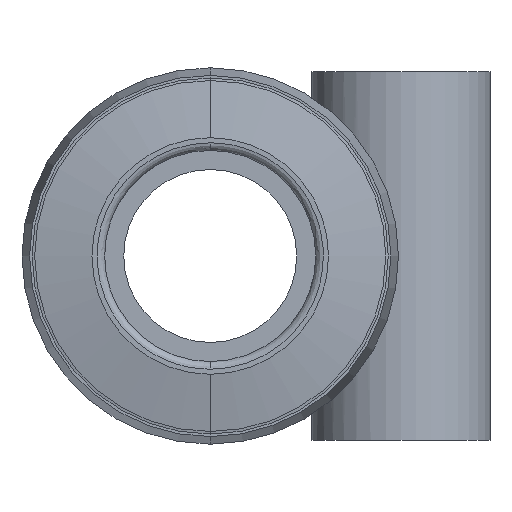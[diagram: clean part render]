
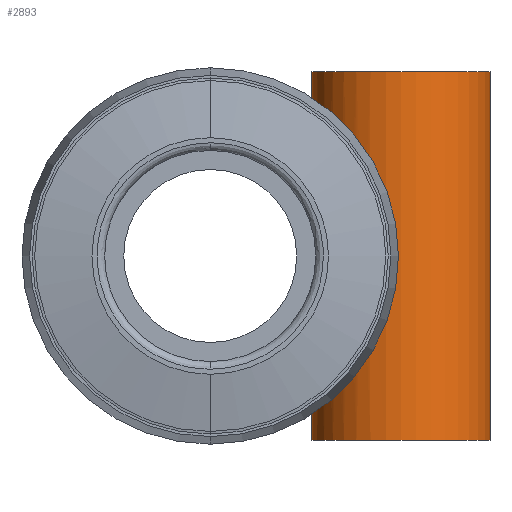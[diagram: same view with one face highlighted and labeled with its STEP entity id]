
A CAD part, front view. The second image highlights one B-rep face of the part: STEP entity #2893.
In plain terms, the highlighted cylindrical face has radius 3.5 mm (diameter 7 mm), a partial arc.
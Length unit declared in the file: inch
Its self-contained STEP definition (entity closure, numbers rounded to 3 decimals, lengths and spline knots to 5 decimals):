
#3 = CARTESIAN_POINT ( 'NONE',  ( 0.2126, -0.11024, -0.08333 ) ) ;
#16 = CARTESIAN_POINT ( 'NONE',  ( 0.15797, -0.01339, 0.16489 ) ) ;
#34 = DIRECTION ( 'NONE',  ( 0., 0., 1. ) ) ;
#38 = EDGE_CURVE ( 'NONE', #2005, #2077, #1261, .T. ) ;
#44 = DIRECTION ( 'NONE',  ( 1., 0., 0. ) ) ;
#46 = B_SPLINE_CURVE_WITH_KNOTS ( 'NONE', 3,
 ( #692, #921, #2473, #1133, #2715, #1349, #2937, #1570, #230, #1808, #472, #2031, #704, #2259, #931, #2481, #1142, #2723, #1359, #3 ),
 .UNSPECIFIED., .F., .F.,
 ( 4, 2, 2, 2, 2, 2, 2, 2, 2, 4 ),
 ( 0., 0.00031, 0.00062, 0.00123, 0.00185, 0.00247, 0.00308, 0.0037, 0.00432, 0.00493 ),
 .UNSPECIFIED. ) ;
#105 = CARTESIAN_POINT ( 'NONE',  ( 0.2022, -0.10198, -0.10674 ) ) ;
#142 = LINE ( 'NONE', #723, #1976 ) ;
#183 = DIRECTION ( 'NONE',  ( 0., 0., -1. ) ) ;
#194 = LINE ( 'NONE', #1873, #292 ) ;
#207 = DIRECTION ( 'NONE',  ( 1., 0., 0. ) ) ;
#219 = ORIENTED_EDGE ( 'NONE', *, *, #1555, .F. ) ;
#228 = CARTESIAN_POINT ( 'NONE',  ( 0.29528, 0., 0.28543 ) ) ;
#230 = CARTESIAN_POINT ( 'NONE',  ( 0.24408, -0.12794, 0.03212 ) ) ;
#233 = CARTESIAN_POINT ( 'NONE',  ( 0.15988, -0.02644, 0.16304 ) ) ;
#255 = CARTESIAN_POINT ( 'NONE',  ( 0.16132, -0.03293, 0.16163 ) ) ;
#292 = VECTOR ( 'NONE', #301, 39.37008 ) ;
#301 = DIRECTION ( 'NONE',  ( 0., 0., 1. ) ) ;
#329 = ORIENTED_EDGE ( 'NONE', *, *, #1525, .T. ) ;
#334 = EDGE_CURVE ( 'NONE', #1617, #2799, #612, .T. ) ;
#338 = CARTESIAN_POINT ( 'NONE',  ( 0.15748, -0.00673, -0.16535 ) ) ;
#345 = CARTESIAN_POINT ( 'NONE',  ( 0.2126, -0.11024, -0.08333 ) ) ;
#380 = CARTESIAN_POINT ( 'NONE',  ( 0.15748, 0., -0.28543 ) ) ;
#472 = CARTESIAN_POINT ( 'NONE',  ( 0.24727, -0.12916, 0.00812 ) ) ;
#565 = CARTESIAN_POINT ( 'NONE',  ( 0.15797, -0.01337, -0.16489 ) ) ;
#609 = VERTEX_POINT ( 'NONE', #954 ) ;
#612 = CIRCLE ( 'NONE', #2500, 0.1378 ) ;
#692 = CARTESIAN_POINT ( 'NONE',  ( 0.2126, -0.11024, 0.08333 ) ) ;
#704 = CARTESIAN_POINT ( 'NONE',  ( 0.24666, -0.12894, -0.01609 ) ) ;
#719 = CARTESIAN_POINT ( 'NONE',  ( 0.16716, -0.0511, 0.1556 ) ) ;
#723 = CARTESIAN_POINT ( 'NONE',  ( 0.43307, 0., 0. ) ) ;
#748 = DIRECTION ( 'NONE',  ( 0., 0., 1. ) ) ;
#797 = CARTESIAN_POINT ( 'NONE',  ( 0.1613, -0.03286, -0.16165 ) ) ;
#850 = CARTESIAN_POINT ( 'NONE',  ( 0.15748, 0., -0.16535 ) ) ;
#867 = B_SPLINE_CURVE_WITH_KNOTS ( 'NONE', 3,
 ( #2745, #2494, #1599, #1590, #1577, #1374, #1150, #945, #935, #719, #1144, #255, #233, #16, #2549, #2303 ),
 .UNSPECIFIED., .F., .F.,
 ( 4, 2, 2, 2, 2, 2, 2, 4 ),
 ( 0., 0.00101, 0.00152, 0.00203, 0.00253, 0.00304, 0.00355, 0.00405 ),
 .UNSPECIFIED. ) ;
#921 = CARTESIAN_POINT ( 'NONE',  ( 0.21566, -0.11254, 0.08181 ) ) ;
#923 = EDGE_CURVE ( 'NONE', #2089, #1617, #142, .T. ) ;
#931 = CARTESIAN_POINT ( 'NONE',  ( 0.24216, -0.12718, -0.03988 ) ) ;
#935 = CARTESIAN_POINT ( 'NONE',  ( 0.17213, -0.06212, 0.15009 ) ) ;
#945 = CARTESIAN_POINT ( 'NONE',  ( 0.17494, -0.06737, 0.14683 ) ) ;
#954 = CARTESIAN_POINT ( 'NONE',  ( 0.2126, -0.11024, -0.08333 ) ) ;
#995 = CARTESIAN_POINT ( 'NONE',  ( 0.15748, 0., -0.16535 ) ) ;
#1015 = CARTESIAN_POINT ( 'NONE',  ( 0.16713, -0.05103, -0.15564 ) ) ;
#1046 = CYLINDRICAL_SURFACE ( 'NONE', #1444, 0.1378 ) ;
#1076 = FACE_OUTER_BOUND ( 'NONE', #2105, .T. ) ;
#1133 = CARTESIAN_POINT ( 'NONE',  ( 0.22393, -0.11793, 0.07471 ) ) ;
#1142 = CARTESIAN_POINT ( 'NONE',  ( 0.23319, -0.12312, -0.06221 ) ) ;
#1144 = CARTESIAN_POINT ( 'NONE',  ( 0.16497, -0.04527, 0.15791 ) ) ;
#1150 = CARTESIAN_POINT ( 'NONE',  ( 0.18082, -0.07694, 0.13952 ) ) ;
#1167 = DIRECTION ( 'NONE',  ( 0., 0., 1. ) ) ;
#1170 = EDGE_CURVE ( 'NONE', #2342, #1336, #867, .T. ) ;
#1200 = B_SPLINE_CURVE_WITH_KNOTS ( 'NONE', 3,
 ( #995, #338, #565, #2131, #797, #2345, #1015, #2585, #1224, #2821, #1449, #105, #1683, #345 ),
 .UNSPECIFIED., .F., .F.,
 ( 4, 2, 2, 2, 2, 2, 4 ),
 ( 0.00405, 0.00456, 0.00506, 0.00557, 0.00608, 0.00709, 0.0081 ),
 .UNSPECIFIED. ) ;
#1224 = CARTESIAN_POINT ( 'NONE',  ( 0.17493, -0.06734, -0.14685 ) ) ;
#1226 = VECTOR ( 'NONE', #2744, 39.37008 ) ;
#1261 = LINE ( 'NONE', #1899, #1226 ) ;
#1336 = VERTEX_POINT ( 'NONE', #1518 ) ;
#1349 = CARTESIAN_POINT ( 'NONE',  ( 0.23312, -0.12309, 0.06232 ) ) ;
#1359 = CARTESIAN_POINT ( 'NONE',  ( 0.21871, -0.11482, -0.0803 ) ) ;
#1366 = ORIENTED_EDGE ( 'NONE', *, *, #38, .F. ) ;
#1374 = CARTESIAN_POINT ( 'NONE',  ( 0.18388, -0.08127, 0.13549 ) ) ;
#1444 = AXIS2_PLACEMENT_3D ( 'NONE', #1610, #34, #44 ) ;
#1449 = CARTESIAN_POINT ( 'NONE',  ( 0.19016, -0.08952, -0.12696 ) ) ;
#1463 = EDGE_CURVE ( 'NONE', #2342, #609, #46, .T. ) ;
#1477 = ORIENTED_EDGE ( 'NONE', *, *, #334, .T. ) ;
#1518 = CARTESIAN_POINT ( 'NONE',  ( 0.15748, 0., 0.16535 ) ) ;
#1525 = EDGE_CURVE ( 'NONE', #2005, #2089, #2581, .T. ) ;
#1555 = EDGE_CURVE ( 'NONE', #1336, #2799, #194, .T. ) ;
#1570 = CARTESIAN_POINT ( 'NONE',  ( 0.24212, -0.12716, 0.04001 ) ) ;
#1577 = CARTESIAN_POINT ( 'NONE',  ( 0.19006, -0.08912, 0.12668 ) ) ;
#1590 = CARTESIAN_POINT ( 'NONE',  ( 0.19321, -0.09268, 0.12185 ) ) ;
#1599 = CARTESIAN_POINT ( 'NONE',  ( 0.20229, -0.10206, 0.10659 ) ) ;
#1610 = CARTESIAN_POINT ( 'NONE',  ( 0.29528, 0., 0. ) ) ;
#1617 = VERTEX_POINT ( 'NONE', #2328 ) ;
#1642 = ORIENTED_EDGE ( 'NONE', *, *, #1463, .T. ) ;
#1663 = EDGE_CURVE ( 'NONE', #2077, #609, #1200, .T. ) ;
#1683 = CARTESIAN_POINT ( 'NONE',  ( 0.20787, -0.10669, -0.0954 ) ) ;
#1737 = CARTESIAN_POINT ( 'NONE',  ( 0.43307, 0., -0.28543 ) ) ;
#1808 = CARTESIAN_POINT ( 'NONE',  ( 0.24666, -0.12894, 0.01613 ) ) ;
#1813 = CARTESIAN_POINT ( 'NONE',  ( 0.15748, 0., 0.28543 ) ) ;
#1873 = CARTESIAN_POINT ( 'NONE',  ( 0.15748, 0., 0. ) ) ;
#1890 = ORIENTED_EDGE ( 'NONE', *, *, #923, .T. ) ;
#1899 = CARTESIAN_POINT ( 'NONE',  ( 0.15748, 0., 0. ) ) ;
#1976 = VECTOR ( 'NONE', #748, 39.37008 ) ;
#2005 = VERTEX_POINT ( 'NONE', #380 ) ;
#2031 = CARTESIAN_POINT ( 'NONE',  ( 0.24728, -0.12917, -0.00797 ) ) ;
#2077 = VERTEX_POINT ( 'NONE', #850 ) ;
#2089 = VERTEX_POINT ( 'NONE', #1737 ) ;
#2105 = EDGE_LOOP ( 'NONE', ( #1366, #329, #1890, #1477, #219, #2681, #1642, #2474 ) ) ;
#2131 = CARTESIAN_POINT ( 'NONE',  ( 0.15987, -0.0264, -0.16305 ) ) ;
#2259 = CARTESIAN_POINT ( 'NONE',  ( 0.24409, -0.12794, -0.03208 ) ) ;
#2303 = CARTESIAN_POINT ( 'NONE',  ( 0.15748, 0., 0.16535 ) ) ;
#2328 = CARTESIAN_POINT ( 'NONE',  ( 0.43307, 0., 0.28543 ) ) ;
#2342 = VERTEX_POINT ( 'NONE', #2545 ) ;
#2345 = CARTESIAN_POINT ( 'NONE',  ( 0.16494, -0.04519, -0.15793 ) ) ;
#2473 = CARTESIAN_POINT ( 'NONE',  ( 0.21854, -0.11449, 0.07973 ) ) ;
#2474 = ORIENTED_EDGE ( 'NONE', *, *, #1663, .F. ) ;
#2481 = CARTESIAN_POINT ( 'NONE',  ( 0.23671, -0.12476, -0.05496 ) ) ;
#2494 = CARTESIAN_POINT ( 'NONE',  ( 0.20786, -0.10668, 0.09541 ) ) ;
#2500 = AXIS2_PLACEMENT_3D ( 'NONE', #228, #183, #207 ) ;
#2520 = CARTESIAN_POINT ( 'NONE',  ( 0.29528, 0., -0.28543 ) ) ;
#2545 = CARTESIAN_POINT ( 'NONE',  ( 0.2126, -0.11024, 0.08333 ) ) ;
#2549 = CARTESIAN_POINT ( 'NONE',  ( 0.15748, -0.00675, 0.16535 ) ) ;
#2581 = CIRCLE ( 'NONE', #2815, 0.1378 ) ;
#2585 = CARTESIAN_POINT ( 'NONE',  ( 0.17212, -0.0621, -0.1501 ) ) ;
#2681 = ORIENTED_EDGE ( 'NONE', *, *, #1170, .F. ) ;
#2715 = CARTESIAN_POINT ( 'NONE',  ( 0.22643, -0.11939, 0.07176 ) ) ;
#2723 = CARTESIAN_POINT ( 'NONE',  ( 0.22421, -0.11817, -0.07491 ) ) ;
#2744 = DIRECTION ( 'NONE',  ( 0., 0., 1. ) ) ;
#2745 = CARTESIAN_POINT ( 'NONE',  ( 0.2126, -0.11024, 0.08333 ) ) ;
#2765 = DIRECTION ( 'NONE',  ( 1., 0., 0. ) ) ;
#2799 = VERTEX_POINT ( 'NONE', #1813 ) ;
#2815 = AXIS2_PLACEMENT_3D ( 'NONE', #2520, #1167, #2765 ) ;
#2821 = CARTESIAN_POINT ( 'NONE',  ( 0.18369, -0.08162, -0.13596 ) ) ;
#2893 = ADVANCED_FACE ( 'NONE', ( #1076 ), #1046, .T. ) ;
#2937 = CARTESIAN_POINT ( 'NONE',  ( 0.23668, -0.12475, 0.05502 ) ) ;
